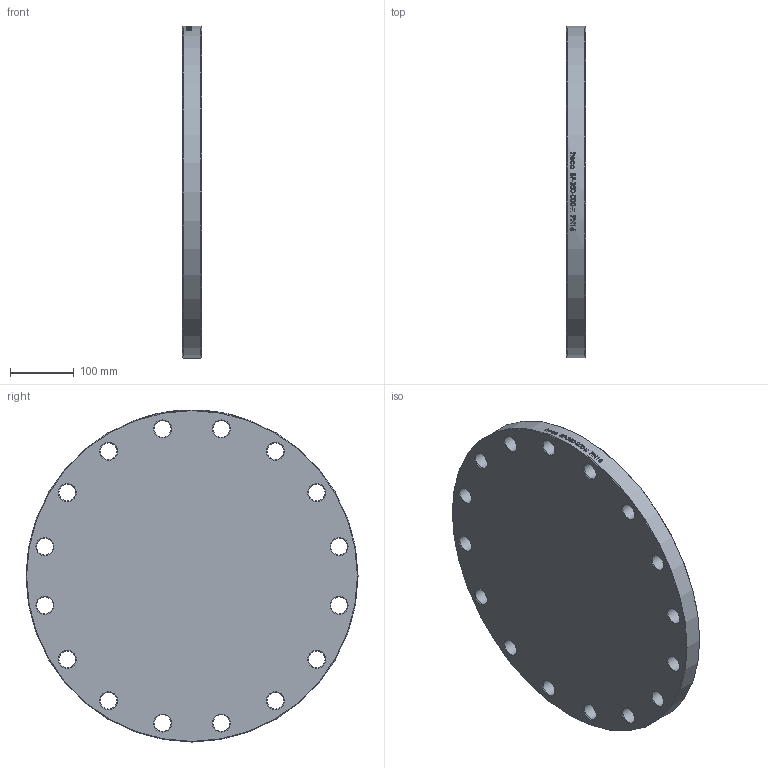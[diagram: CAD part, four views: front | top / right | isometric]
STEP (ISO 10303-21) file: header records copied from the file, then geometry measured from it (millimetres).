
FILE_DESCRIPTION (( 'STEP AP214' ), '1' );
FILE_NAME ('BF-350-000-x Blindflansch PN16 DIN2527 EN1092 2103.STEP', '2021-03-08T08:41:39', ( '' ), ( '' ), 'SwSTEP 2.0', 'SolidWorks 2019', '' );
FILE_SCHEMA (( 'AUTOMOTIVE_DESIGN' ));
Length unit declared in the file: millimetre
Products named in the file (1): BF-350-000-x Blindflansch PN16 DIN2527 EN1092 2103
Bounding box: 30 x 520 x 520 mm (x, y, z)
Volume: 6112039.1 mm3; surface area: 492548.4 mm2
Topology: 1 solids, 1 shells, 83 faces, 348 edges, 296 vertices
Faces by surface type: cylinder 47, cone 34, plane 2
Full cylindrical faces by diameter (mm): 26 x16, 520 x1
Entity records: 8662 total; most frequent: CARTESIAN_POINT 5819, ORIENTED_EDGE 554, DIRECTION 418, EDGE_CURVE 277, VERTEX_POINT 277, EDGE_LOOP 196, AXIS2_PLACEMENT_3D 194, B_SPLINE_CURVE_WITH_KNOTS 137
